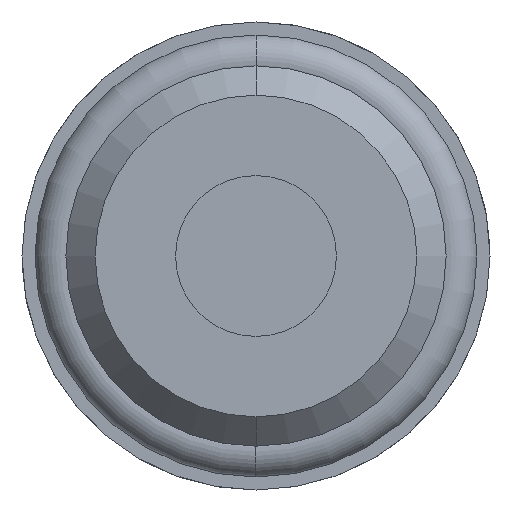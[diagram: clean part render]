
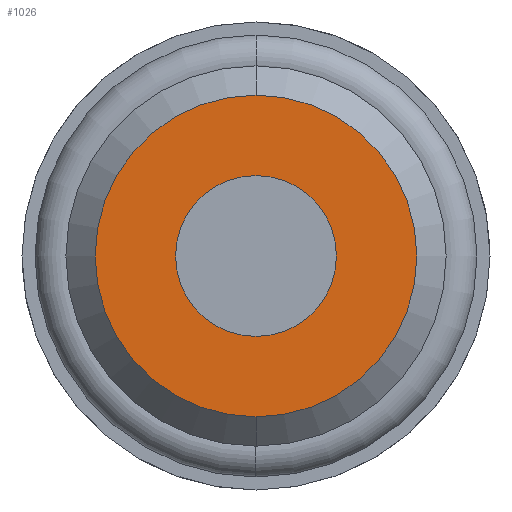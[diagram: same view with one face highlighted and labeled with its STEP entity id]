
A CAD part, front view. The second image highlights one B-rep face of the part: STEP entity #1026.
In plain terms, the highlighted planar face has unit normal (0, -1, 0).
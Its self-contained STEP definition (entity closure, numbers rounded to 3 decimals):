
#293 = VERTEX_POINT ( 'NONE', #1439 ) ;
#441 = EDGE_CURVE ( 'NONE', #442, #482, #2069, .T. ) ;
#442 = VERTEX_POINT ( 'NONE', #2064 ) ;
#482 = VERTEX_POINT ( 'NONE', #2029 ) ;
#539 = EDGE_CURVE ( 'NONE', #293, #540, #2192, .T. ) ;
#540 = VERTEX_POINT ( 'NONE', #2212 ) ;
#1025 = EDGE_CURVE ( 'NONE', #540, #293, #3422, .T. ) ;
#1026 = ADVANCED_FACE ( 'NONE', ( #3418, #3417 ), #3416, .T. ) ;
#1027 = EDGE_LOOP ( 'NONE', ( #1106, #1120 ) ) ;
#1085 = ORIENTED_EDGE ( 'NONE', *, *, #1025, .F. ) ;
#1086 = ORIENTED_EDGE ( 'NONE', *, *, #539, .F. ) ;
#1105 = EDGE_CURVE ( 'NONE', #482, #442, #3270, .T. ) ;
#1106 = ORIENTED_EDGE ( 'NONE', *, *, #1105, .T. ) ;
#1120 = ORIENTED_EDGE ( 'NONE', *, *, #441, .T. ) ;
#1158 = EDGE_LOOP ( 'NONE', ( #1085, #1086 ) ) ;
#1439 = CARTESIAN_POINT ( 'NONE',  ( 0., 0., 2.75 ) ) ;
#2029 = CARTESIAN_POINT ( 'NONE',  ( 0., 0., 5.5 ) ) ;
#2064 = CARTESIAN_POINT ( 'NONE',  ( 0., 0., -5.5 ) ) ;
#2065 = DIRECTION ( 'NONE',  ( 0., 0., -1. ) ) ;
#2066 = DIRECTION ( 'NONE',  ( 0., -1., 0. ) ) ;
#2067 = CARTESIAN_POINT ( 'NONE',  ( 0., 0., 0. ) ) ;
#2068 = AXIS2_PLACEMENT_3D ( 'NONE', #2067, #2066, #2065 ) ;
#2069 = CIRCLE ( 'NONE', #2068, 5.5 ) ;
#2166 = DIRECTION ( 'NONE',  ( 0., 0., -1. ) ) ;
#2167 = DIRECTION ( 'NONE',  ( 0., -1., 0. ) ) ;
#2168 = AXIS2_PLACEMENT_3D ( 'NONE', #2191, #2167, #2166 ) ;
#2191 = CARTESIAN_POINT ( 'NONE',  ( 0., 0., 0. ) ) ;
#2192 = CIRCLE ( 'NONE', #2168, 2.75 ) ;
#2212 = CARTESIAN_POINT ( 'NONE',  ( 0., 0., -2.75 ) ) ;
#3197 = CARTESIAN_POINT ( 'NONE',  ( 0., 0., 0. ) ) ;
#3266 = DIRECTION ( 'NONE',  ( 0., 0., -1. ) ) ;
#3267 = DIRECTION ( 'NONE',  ( 0., -1., 0. ) ) ;
#3268 = CARTESIAN_POINT ( 'NONE',  ( 0., 0., 0. ) ) ;
#3269 = AXIS2_PLACEMENT_3D ( 'NONE', #3268, #3267, #3266 ) ;
#3270 = CIRCLE ( 'NONE', #3269, 5.5 ) ;
#3412 = DIRECTION ( 'NONE',  ( 0., 0., -1. ) ) ;
#3413 = DIRECTION ( 'NONE',  ( 0., -1., 0. ) ) ;
#3414 = CARTESIAN_POINT ( 'NONE',  ( 2.75, 0., 0. ) ) ;
#3415 = AXIS2_PLACEMENT_3D ( 'NONE', #3414, #3413, #3412 ) ;
#3416 = PLANE ( 'NONE',  #3415 ) ;
#3417 = FACE_BOUND ( 'NONE', #1158, .T. ) ;
#3418 = FACE_OUTER_BOUND ( 'NONE', #1027, .T. ) ;
#3419 = DIRECTION ( 'NONE',  ( 0., 0., -1. ) ) ;
#3420 = DIRECTION ( 'NONE',  ( 0., -1., 0. ) ) ;
#3421 = AXIS2_PLACEMENT_3D ( 'NONE', #3197, #3420, #3419 ) ;
#3422 = CIRCLE ( 'NONE', #3421, 2.75 ) ;
